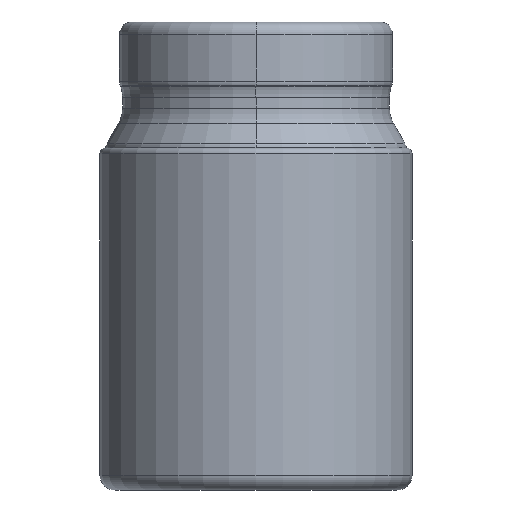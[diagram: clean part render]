
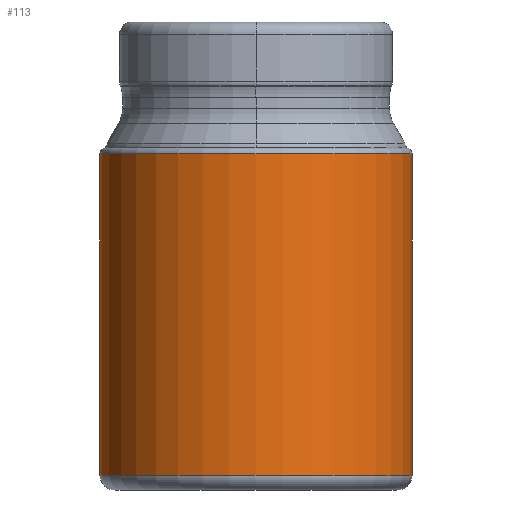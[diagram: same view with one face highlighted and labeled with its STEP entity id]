
A CAD part, front view. The second image highlights one B-rep face of the part: STEP entity #113.
In plain terms, the highlighted cylindrical face has radius 25.4 mm (diameter 50.8 mm), a partial arc.
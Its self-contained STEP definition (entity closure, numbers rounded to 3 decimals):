
#90=CYLINDRICAL_SURFACE('',#1671,25.4);
#113=ADVANCED_FACE('',(#227),#90,.T.);
#227=FACE_OUTER_BOUND('',#307,.T.);
#307=EDGE_LOOP('',(#398,#399,#400,#401));
#398=ORIENTED_EDGE('',*,*,#966,.F.);
#399=ORIENTED_EDGE('',*,*,#965,.F.);
#400=ORIENTED_EDGE('',*,*,#967,.T.);
#401=ORIENTED_EDGE('',*,*,#968,.F.);
#827=VERTEX_POINT('',#2699);
#829=VERTEX_POINT('',#2703);
#830=VERTEX_POINT('',#2707);
#831=VERTEX_POINT('',#2709);
#965=EDGE_CURVE('',#829,#827,#1208,.T.);
#966=EDGE_CURVE('',#827,#830,#1431,.T.);
#967=EDGE_CURVE('',#829,#831,#1432,.T.);
#968=EDGE_CURVE('',#830,#831,#1209,.T.);
#1208=CIRCLE('',#1668,25.4);
#1209=CIRCLE('',#1670,25.4);
#1431=LINE('',#2706,#1477);
#1432=LINE('',#2708,#1478);
#1477=VECTOR('',#1960,1.);
#1478=VECTOR('',#1961,1.);
#1668=AXIS2_PLACEMENT_3D('',#2704,#1956,#1957);
#1670=AXIS2_PLACEMENT_3D('',#2710,#1962,#1963);
#1671=AXIS2_PLACEMENT_3D('',#2711,#1964,#1965);
#1956=DIRECTION('',(0.,0.,1.));
#1957=DIRECTION('',(-1.,0.,0.));
#1960=DIRECTION('',(0.,0.,-1.));
#1961=DIRECTION('',(0.,0.,-1.));
#1962=DIRECTION('',(0.,0.,-1.));
#1963=DIRECTION('',(1.,0.,0.));
#1964=DIRECTION('',(0.,0.,1.));
#1965=DIRECTION('',(-1.,0.,0.));
#2699=CARTESIAN_POINT('',(25.4,0.,-21.473));
#2703=CARTESIAN_POINT('',(-25.4,0.,-21.473));
#2704=CARTESIAN_POINT('',(0.,0.,-21.473));
#2706=CARTESIAN_POINT('',(25.4,0.,-21.473));
#2707=CARTESIAN_POINT('',(25.4,0.,-73.8));
#2708=CARTESIAN_POINT('',(-25.4,0.,-21.473));
#2709=CARTESIAN_POINT('',(-25.4,0.,-73.8));
#2710=CARTESIAN_POINT('',(0.,0.,-73.8));
#2711=CARTESIAN_POINT('',(0.,0.,-76.13));
